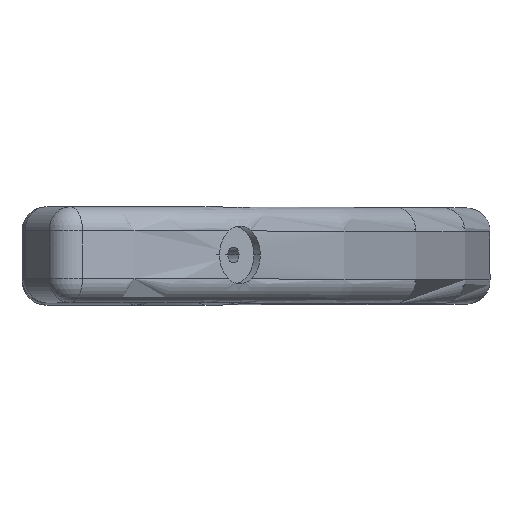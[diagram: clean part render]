
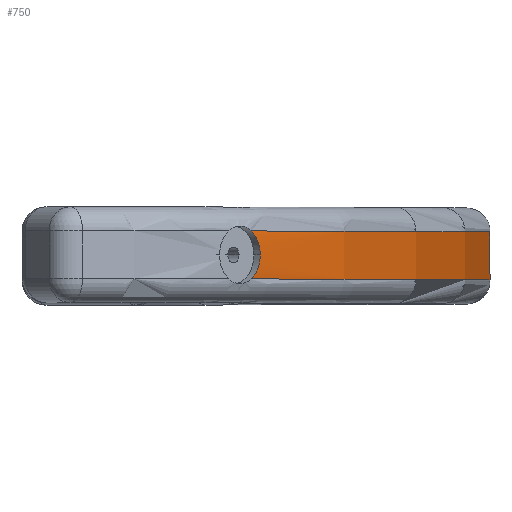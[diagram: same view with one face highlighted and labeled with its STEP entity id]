
A CAD part, top view. The second image highlights one B-rep face of the part: STEP entity #750.
In plain terms, the highlighted cylindrical face has radius 180 mm (diameter 360 mm), a partial arc.
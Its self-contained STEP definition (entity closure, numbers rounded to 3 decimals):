
#8 = CARTESIAN_POINT ( 'NONE',  ( 129.88, 14.717, 124.624 ) ) ;
#13 = CARTESIAN_POINT ( 'NONE',  ( 131.042, 12.622, -123.402 ) ) ;
#40 = CARTESIAN_POINT ( 'NONE',  ( 131.235, 11.936, 123.196 ) ) ;
#64 = EDGE_CURVE ( 'NONE', #2279, #1773, #2266, .T. ) ;
#208 = CARTESIAN_POINT ( 'NONE',  ( 131.41, 10.984, -123.01 ) ) ;
#230 = CARTESIAN_POINT ( 'NONE',  ( 131.451, 10., -122.966 ) ) ;
#249 = CARTESIAN_POINT ( 'NONE',  ( 131.042, 12.623, 123.402 ) ) ;
#254 = CARTESIAN_POINT ( 'NONE',  ( 130.794, 13.263, -123.665 ) ) ;
#263 = CARTESIAN_POINT ( 'NONE',  ( 131.368, 11.227, 123.055 ) ) ;
#356 = CARTESIAN_POINT ( 'NONE',  ( 129.603, 5., 124.912 ) ) ;
#374 = CARTESIAN_POINT ( 'NONE',  ( 131.451, 10., -122.966 ) ) ;
#435 = CARTESIAN_POINT ( 'NONE',  ( 130.386, 5.951, 124.095 ) ) ;
#447 = CARTESIAN_POINT ( 'NONE',  ( 130.142, 5.608, 124.35 ) ) ;
#538 = CARTESIAN_POINT ( 'NONE',  ( 130.596, 6.331, -123.873 ) ) ;
#544 = VERTEX_POINT ( 'NONE', #1383 ) ;
#550 = CIRCLE ( 'NONE', #1525, 180. ) ;
#564 = ORIENTED_EDGE ( 'NONE', *, *, #64, .T. ) ;
#594 = EDGE_LOOP ( 'NONE', ( #564, #1151, #1631, #1491, #2835, #2694 ) ) ;
#622 = FACE_OUTER_BOUND ( 'NONE', #594, .T. ) ;
#653 = DIRECTION ( 'NONE',  ( 0., -1., 0. ) ) ;
#680 = DIRECTION ( 'NONE',  ( 0., 0., 1. ) ) ;
#710 = CARTESIAN_POINT ( 'NONE',  ( 130.598, 13.666, -123.872 ) ) ;
#750 = ADVANCED_FACE ( 'NONE', ( #622 ), #2494, .T. ) ;
#751 = CARTESIAN_POINT ( 'NONE',  ( 129.603, 15., 124.912 ) ) ;
#775 = CARTESIAN_POINT ( 'NONE',  ( 129.882, 5.285, -124.622 ) ) ;
#788 = CARTESIAN_POINT ( 'NONE',  ( 131.122, 7.596, -123.317 ) ) ;
#934 = CARTESIAN_POINT ( 'NONE',  ( 130.801, 13.275, 123.657 ) ) ;
#951 = CARTESIAN_POINT ( 'NONE',  ( 129.603, 5., -124.912 ) ) ;
#954 = CARTESIAN_POINT ( 'NONE',  ( 129.603, 15., -124.912 ) ) ;
#981 = CARTESIAN_POINT ( 'NONE',  ( 129.745, 5.136, -124.765 ) ) ;
#1120 = CARTESIAN_POINT ( 'NONE',  ( 131.41, 9.019, 123.01 ) ) ;
#1124 = CARTESIAN_POINT ( 'NONE',  ( 131.112, 12.399, -123.327 ) ) ;
#1149 = CARTESIAN_POINT ( 'NONE',  ( 129.603, 5., 124.912 ) ) ;
#1150 = CARTESIAN_POINT ( 'NONE',  ( 130.49, 13.86, -123.985 ) ) ;
#1151 = ORIENTED_EDGE ( 'NONE', *, *, #2917, .T. ) ;
#1167 = CARTESIAN_POINT ( 'NONE',  ( 130.883, 13.054, -123.571 ) ) ;
#1198 = EDGE_CURVE ( 'NONE', #2063, #2014, #2980, .T. ) ;
#1273 = CARTESIAN_POINT ( 'NONE',  ( 131.441, 9.505, -122.977 ) ) ;
#1370 = CARTESIAN_POINT ( 'NONE',  ( 129.883, 5.287, 124.621 ) ) ;
#1383 = CARTESIAN_POINT ( 'NONE',  ( 129.603, 15., -124.912 ) ) ;
#1390 = CARTESIAN_POINT ( 'NONE',  ( 131.287, 11.7, -123.142 ) ) ;
#1401 = CARTESIAN_POINT ( 'NONE',  ( 130.262, 14.223, 124.225 ) ) ;
#1463 = CARTESIAN_POINT ( 'NONE',  ( 130.607, 13.675, 123.863 ) ) ;
#1467 = CARTESIAN_POINT ( 'NONE',  ( 130.882, 6.945, -123.571 ) ) ;
#1491 = ORIENTED_EDGE ( 'NONE', *, *, #2705, .T. ) ;
#1525 = AXIS2_PLACEMENT_3D ( 'NONE', #2799, #1952, #1726 ) ;
#1527 = B_SPLINE_CURVE_WITH_KNOTS ( 'NONE', 3,
 ( #2828, #981, #775, #2608, #1680, #2845, #538, #2594, #1467, #788, #2860, #1708, #2622, #1273, #1754, #374 ),
 .UNSPECIFIED., .F., .F.,
 ( 4, 2, 2, 2, 2, 2, 2, 4 ),
 ( 0.032, 0.032, 0.033, 0.034, 0.035, 0.036, 0.037, 0.038 ),
 .UNSPECIFIED. ) ;
#1590 = CARTESIAN_POINT ( 'NONE',  ( 131.245, 8.057, 123.186 ) ) ;
#1602 = B_SPLINE_CURVE_WITH_KNOTS ( 'NONE', 3,
 ( #1815, #2490, #1120, #1590, #2086, #2038, #2100, #2949, #435, #447, #1370, #2288, #1149 ),
 .UNSPECIFIED., .F., .F.,
 ( 4, 2, 2, 2, 1, 2, 4 ),
 ( 0.019, 0.02, 0.022, 0.022, 0.023, 0.024, 0.025 ),
 .UNSPECIFIED. ) ;
#1631 = ORIENTED_EDGE ( 'NONE', *, *, #1198, .T. ) ;
#1649 = CARTESIAN_POINT ( 'NONE',  ( 131.451, 10.246, 122.966 ) ) ;
#1680 = CARTESIAN_POINT ( 'NONE',  ( 130.263, 5.778, -124.224 ) ) ;
#1689 = CARTESIAN_POINT ( 'NONE',  ( 129.745, 14.864, 124.765 ) ) ;
#1708 = CARTESIAN_POINT ( 'NONE',  ( 131.368, 8.77, -123.055 ) ) ;
#1726 = DIRECTION ( 'NONE',  ( 0., 0., 1. ) ) ;
#1754 = CARTESIAN_POINT ( 'NONE',  ( 131.451, 9.752, -122.966 ) ) ;
#1773 = VERTEX_POINT ( 'NONE', #2637 ) ;
#1815 = CARTESIAN_POINT ( 'NONE',  ( 131.451, 10., 122.966 ) ) ;
#1846 = CARTESIAN_POINT ( 'NONE',  ( 131.235, 11.937, -123.197 ) ) ;
#1853 = CARTESIAN_POINT ( 'NONE',  ( 130.139, 14.397, 124.354 ) ) ;
#1952 = DIRECTION ( 'NONE',  ( 0., -1., 0. ) ) ;
#2005 = AXIS2_PLACEMENT_3D ( 'NONE', #2716, #653, #2955 ) ;
#2014 = VERTEX_POINT ( 'NONE', #951 ) ;
#2038 = CARTESIAN_POINT ( 'NONE',  ( 130.884, 6.949, 123.569 ) ) ;
#2056 = CARTESIAN_POINT ( 'NONE',  ( 0., 5., 0. ) ) ;
#2059 = CARTESIAN_POINT ( 'NONE',  ( 131.451, 10.497, -122.966 ) ) ;
#2063 = VERTEX_POINT ( 'NONE', #356 ) ;
#2084 = B_SPLINE_CURVE_WITH_KNOTS ( 'NONE', 3,
 ( #2089, #2059, #208, #1390, #1846, #1124, #13, #1167, #254, #710, #1150, #2550, #2729, #954 ),
 .UNSPECIFIED., .F., .F.,
 ( 4, 2, 2, 2, 2, 2, 4 ),
 ( 0., 0.001, 0.002, 0.003, 0.004, 0.004, 0.006 ),
 .UNSPECIFIED. ) ;
#2086 = CARTESIAN_POINT ( 'NONE',  ( 131.123, 7.6, 123.316 ) ) ;
#2089 = CARTESIAN_POINT ( 'NONE',  ( 131.451, 10., -122.966 ) ) ;
#2100 = CARTESIAN_POINT ( 'NONE',  ( 130.794, 6.736, 123.665 ) ) ;
#2168 = AXIS2_PLACEMENT_3D ( 'NONE', #2056, #2968, #680 ) ;
#2182 = VERTEX_POINT ( 'NONE', #230 ) ;
#2266 = B_SPLINE_CURVE_WITH_KNOTS ( 'NONE', 3,
 ( #751, #1689, #8, #1853, #1401, #1463, #934, #249, #2363, #40, #2587, #263, #2766, #2544, #1649, #2348 ),
 .UNSPECIFIED., .F., .F.,
 ( 4, 2, 2, 2, 2, 2, 2, 4 ),
 ( 0.013, 0.014, 0.014, 0.016, 0.017, 0.017, 0.018, 0.019 ),
 .UNSPECIFIED. ) ;
#2279 = VERTEX_POINT ( 'NONE', #2402 ) ;
#2288 = CARTESIAN_POINT ( 'NONE',  ( 129.745, 5.136, 124.765 ) ) ;
#2348 = CARTESIAN_POINT ( 'NONE',  ( 131.451, 10., 122.966 ) ) ;
#2363 = CARTESIAN_POINT ( 'NONE',  ( 131.113, 12.396, 123.326 ) ) ;
#2402 = CARTESIAN_POINT ( 'NONE',  ( 129.603, 15., 124.912 ) ) ;
#2490 = CARTESIAN_POINT ( 'NONE',  ( 131.451, 9.509, 122.966 ) ) ;
#2494 = CYLINDRICAL_SURFACE ( 'NONE', #2005, 180. ) ;
#2544 = CARTESIAN_POINT ( 'NONE',  ( 131.441, 10.493, 122.977 ) ) ;
#2550 = CARTESIAN_POINT ( 'NONE',  ( 130.147, 14.407, -124.346 ) ) ;
#2560 = EDGE_CURVE ( 'NONE', #2182, #544, #2084, .T. ) ;
#2587 = CARTESIAN_POINT ( 'NONE',  ( 131.286, 11.703, 123.142 ) ) ;
#2594 = CARTESIAN_POINT ( 'NONE',  ( 130.792, 6.733, -123.667 ) ) ;
#2608 = CARTESIAN_POINT ( 'NONE',  ( 130.142, 5.607, -124.351 ) ) ;
#2622 = CARTESIAN_POINT ( 'NONE',  ( 131.399, 9.015, -123.022 ) ) ;
#2637 = CARTESIAN_POINT ( 'NONE',  ( 131.451, 10., 122.966 ) ) ;
#2679 = EDGE_CURVE ( 'NONE', #544, #2279, #550, .T. ) ;
#2694 = ORIENTED_EDGE ( 'NONE', *, *, #2679, .T. ) ;
#2705 = EDGE_CURVE ( 'NONE', #2014, #2182, #1527, .T. ) ;
#2716 = CARTESIAN_POINT ( 'NONE',  ( 0., 20., 0. ) ) ;
#2729 = CARTESIAN_POINT ( 'NONE',  ( 129.889, 14.726, -124.615 ) ) ;
#2766 = CARTESIAN_POINT ( 'NONE',  ( 131.399, 10.985, 123.022 ) ) ;
#2799 = CARTESIAN_POINT ( 'NONE',  ( 0., 15., 0. ) ) ;
#2828 = CARTESIAN_POINT ( 'NONE',  ( 129.603, 5., -124.912 ) ) ;
#2835 = ORIENTED_EDGE ( 'NONE', *, *, #2560, .T. ) ;
#2845 = CARTESIAN_POINT ( 'NONE',  ( 130.491, 6.14, -123.985 ) ) ;
#2860 = CARTESIAN_POINT ( 'NONE',  ( 131.243, 8.052, -123.188 ) ) ;
#2917 = EDGE_CURVE ( 'NONE', #1773, #2063, #1602, .T. ) ;
#2949 = CARTESIAN_POINT ( 'NONE',  ( 130.598, 6.333, 123.872 ) ) ;
#2955 = DIRECTION ( 'NONE',  ( 0., 0., -1. ) ) ;
#2968 = DIRECTION ( 'NONE',  ( 0., 1., 0. ) ) ;
#2980 = CIRCLE ( 'NONE', #2168, 180. ) ;
